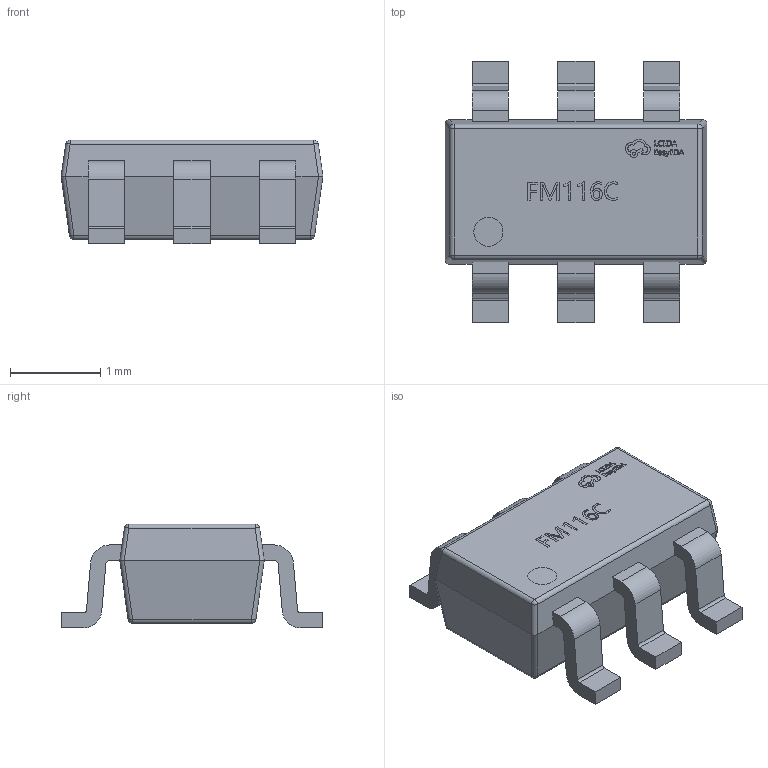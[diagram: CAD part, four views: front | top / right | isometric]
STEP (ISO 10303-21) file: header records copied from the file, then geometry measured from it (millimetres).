
FILE_DESCRIPTION (( 'STEP AP214' ), '1' );
FILE_NAME ('SOT-23-6_L2.9-W1.6-P0.95-LS2.9-BL.step', '2022-07-26T11:07:10', ( '' ), ( '' ), 'SwSTEP 2.0', 'SolidWorks 2020', '' );
FILE_SCHEMA (( 'AUTOMOTIVE_DESIGN' ));
Length unit declared in the file: millimetre
Products named in the file (1): SOT-23-6_L2.9-W1.6-P0.95-LS2.9-BL
Bounding box: 2.9 x 2.9 x 1.15 mm (x, y, z)
Volume: 5.2 mm3; surface area: 25.9 mm2
Topology: 14 solids, 14 shells, 482 faces, 1273 edges, 834 vertices
Faces by surface type: plane 290, bspline 142, cylinder 42, sphere 8
Entity records: 22762 total; most frequent: CARTESIAN_POINT 6288, ORIENTED_EDGE 2546, DIRECTION 1739, EDGE_CURVE 1273, LINE 905, VECTOR 905, VERTEX_POINT 834, EDGE_LOOP 509
